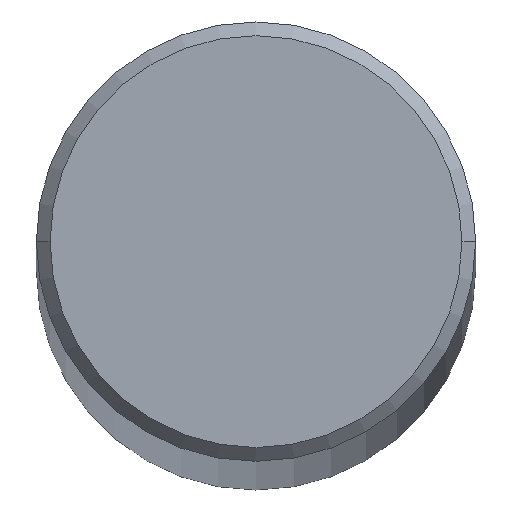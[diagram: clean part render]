
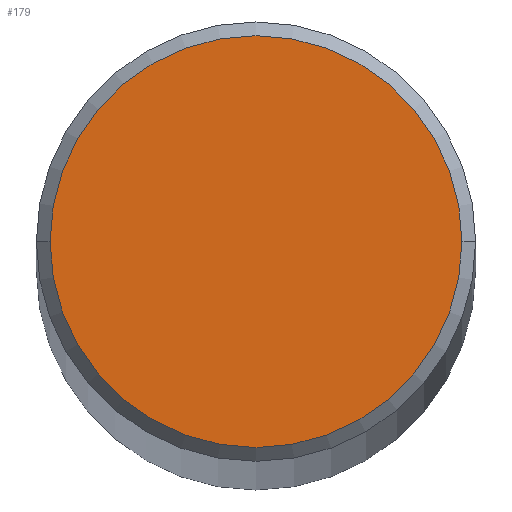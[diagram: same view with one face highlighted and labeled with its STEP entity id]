
A CAD part, top view. The second image highlights one B-rep face of the part: STEP entity #179.
In plain terms, the highlighted planar face has unit normal (0, 0, 1).
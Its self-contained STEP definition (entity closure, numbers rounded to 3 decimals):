
#3 = DIRECTION ( 'NONE',  ( 1., 0., 0. ) ) ;
#4 = DIRECTION ( 'NONE',  ( 1., 0., 0. ) ) ;
#8 = CARTESIAN_POINT ( 'NONE',  ( -3.75, 0., 300. ) ) ;
#20 = AXIS2_PLACEMENT_3D ( 'NONE', #246, #159, #166 ) ;
#21 = EDGE_CURVE ( 'NONE', #139, #186, #143, .T. ) ;
#26 = PLANE ( 'NONE',  #138 ) ;
#30 = FACE_OUTER_BOUND ( 'NONE', #202, .T. ) ;
#70 = AXIS2_PLACEMENT_3D ( 'NONE', #124, #213, #4 ) ;
#105 = ORIENTED_EDGE ( 'NONE', *, *, #21, .T. ) ;
#108 = CARTESIAN_POINT ( 'NONE',  ( 0., 0., 300. ) ) ;
#124 = CARTESIAN_POINT ( 'NONE',  ( 0., 0., 300. ) ) ;
#138 = AXIS2_PLACEMENT_3D ( 'NONE', #108, #194, #3 ) ;
#139 = VERTEX_POINT ( 'NONE', #8 ) ;
#143 = CIRCLE ( 'NONE', #70, 3.75 ) ;
#159 = DIRECTION ( 'NONE',  ( 0., 0., 1. ) ) ;
#160 = ORIENTED_EDGE ( 'NONE', *, *, #274, .T. ) ;
#166 = DIRECTION ( 'NONE',  ( 1., 0., 0. ) ) ;
#179 = ADVANCED_FACE ( 'NONE', ( #30 ), #26, .T. ) ;
#186 = VERTEX_POINT ( 'NONE', #233 ) ;
#194 = DIRECTION ( 'NONE',  ( 0., 0., 1. ) ) ;
#202 = EDGE_LOOP ( 'NONE', ( #105, #160 ) ) ;
#213 = DIRECTION ( 'NONE',  ( 0., 0., 1. ) ) ;
#233 = CARTESIAN_POINT ( 'NONE',  ( 3.75, 0., 300. ) ) ;
#246 = CARTESIAN_POINT ( 'NONE',  ( 0., 0., 300. ) ) ;
#264 = CIRCLE ( 'NONE', #20, 3.75 ) ;
#274 = EDGE_CURVE ( 'NONE', #186, #139, #264, .T. ) ;
